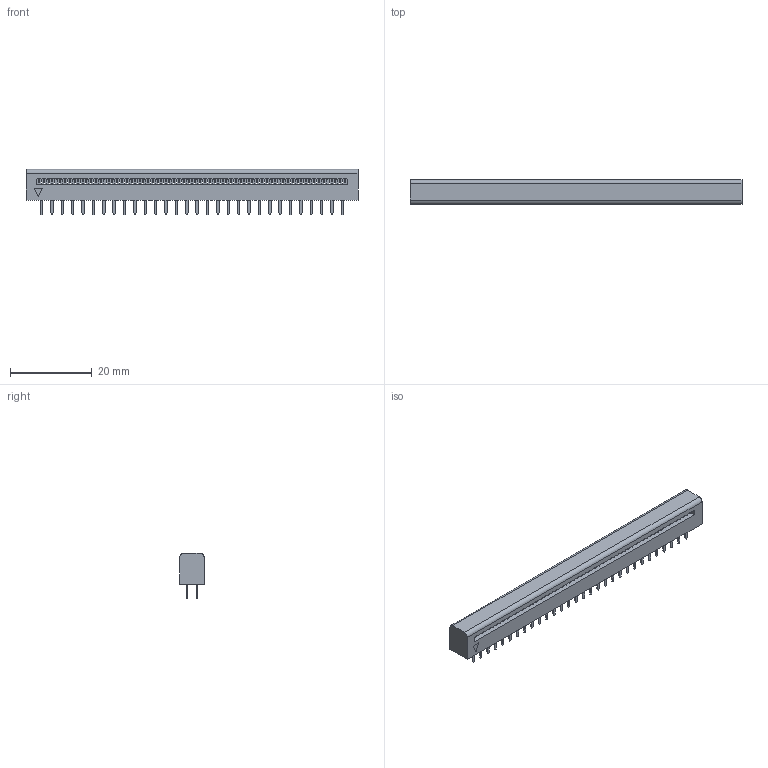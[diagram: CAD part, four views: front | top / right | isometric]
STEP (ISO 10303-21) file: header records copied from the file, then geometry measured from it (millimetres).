
FILE_DESCRIPTION(('STEP AP214'), '1');
FILE_NAME('DS1018 (FDC CONNFLY)', '2018-12-17T16:38:50', ('Egor'), (''), 'ASCON STEP Converter 1.3', 'ASCON Math Kernel', '');
FILE_SCHEMA(('AUTOMOTIVE_DESIGN { 1 0 10303 214 3 1 1}'));
Length unit declared in the file: millimetre
Bounding box: 81.3 x 6.05 x 11.1 mm (x, y, z)
Volume: 2902.4 mm3; surface area: 3830.3 mm2
Topology: 1 solids, 1 shells, 1278 faces, 3285 edges, 2190 vertices
Faces by surface type: plane 1156, cylinder 122
Entity records: 48485 total; most frequent: CARTESIAN_POINT 6754, ORIENTED_EDGE 6570, DIRECTION 6087, EDGE_CURVE 3285, LINE 3041, VECTOR 3041, VERTEX_POINT 2190, AXIS2_PLACEMENT_3D 1523
